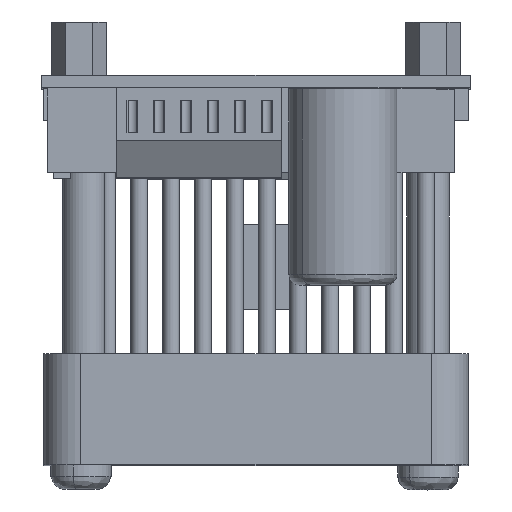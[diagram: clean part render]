
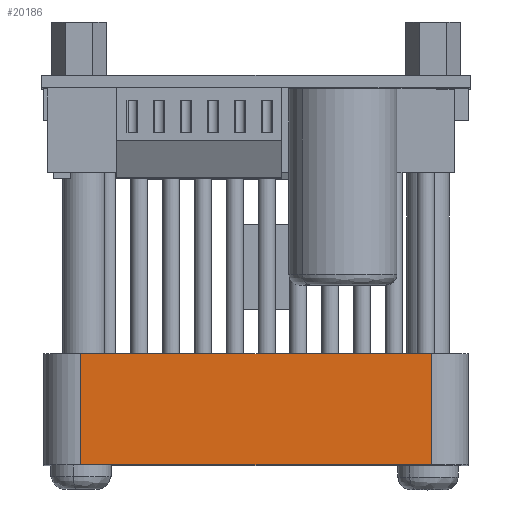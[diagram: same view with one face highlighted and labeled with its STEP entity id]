
A CAD part, top view. The second image highlights one B-rep face of the part: STEP entity #20186.
In plain terms, the highlighted planar face has unit normal (0, 0, 1).
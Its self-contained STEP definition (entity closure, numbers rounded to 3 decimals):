
#299 = CARTESIAN_POINT ( 'NONE',  ( -15.867, -32.516, 10.485 ) ) ;
#2702 = PLANE ( 'NONE',  #23767 ) ;
#2925 = DIRECTION ( 'NONE',  ( 1., 0., 0. ) ) ;
#3048 = CARTESIAN_POINT ( 'NONE',  ( 17.133, -22.016, 10.485 ) ) ;
#3467 = DIRECTION ( 'NONE',  ( -1., 0., 0. ) ) ;
#3576 = CARTESIAN_POINT ( 'NONE',  ( 0.633, -32.516, 10.485 ) ) ;
#5797 = DIRECTION ( 'NONE',  ( 0., 1., 0. ) ) ;
#5966 = VECTOR ( 'NONE', #29658, 1000. ) ;
#6249 = ORIENTED_EDGE ( 'NONE', *, *, #16443, .T. ) ;
#7686 = LINE ( 'NONE', #28792, #28848 ) ;
#8301 = DIRECTION ( 'NONE',  ( 0., 0., 1. ) ) ;
#9567 = CARTESIAN_POINT ( 'NONE',  ( -15.867, -22.016, 10.485 ) ) ;
#10611 = ORIENTED_EDGE ( 'NONE', *, *, #22559, .F. ) ;
#10692 = CARTESIAN_POINT ( 'NONE',  ( -15.867, -32.516, 10.485 ) ) ;
#12020 = ORIENTED_EDGE ( 'NONE', *, *, #14867, .F. ) ;
#13057 = ORIENTED_EDGE ( 'NONE', *, *, #33314, .T. ) ;
#13456 = VECTOR ( 'NONE', #5797, 1000. ) ;
#14867 = EDGE_CURVE ( 'NONE', #28663, #24966, #18366, .T. ) ;
#16443 = EDGE_CURVE ( 'NONE', #20185, #24966, #7686, .T. ) ;
#16805 = CARTESIAN_POINT ( 'NONE',  ( 17.133, -32.516, 10.485 ) ) ;
#17772 = LINE ( 'NONE', #16805, #5966 ) ;
#18366 = LINE ( 'NONE', #10692, #13456 ) ;
#19036 = VERTEX_POINT ( 'NONE', #26310 ) ;
#20185 = VERTEX_POINT ( 'NONE', #3048 ) ;
#20186 = ADVANCED_FACE ( 'NONE', ( #26826 ), #2702, .T. ) ;
#20460 = EDGE_LOOP ( 'NONE', ( #6249, #12020, #10611, #13057 ) ) ;
#21496 = DIRECTION ( 'NONE',  ( -1., 0., 0. ) ) ;
#22559 = EDGE_CURVE ( 'NONE', #19036, #28663, #31326, .T. ) ;
#23767 = AXIS2_PLACEMENT_3D ( 'NONE', #299, #8301, #2925 ) ;
#24017 = CARTESIAN_POINT ( 'NONE',  ( -15.867, -32.516, 10.485 ) ) ;
#24966 = VERTEX_POINT ( 'NONE', #9567 ) ;
#26310 = CARTESIAN_POINT ( 'NONE',  ( 17.133, -32.516, 10.485 ) ) ;
#26826 = FACE_OUTER_BOUND ( 'NONE', #20460, .T. ) ;
#28663 = VERTEX_POINT ( 'NONE', #24017 ) ;
#28792 = CARTESIAN_POINT ( 'NONE',  ( 0.633, -22.016, 10.485 ) ) ;
#28848 = VECTOR ( 'NONE', #21496, 1000. ) ;
#29658 = DIRECTION ( 'NONE',  ( 0., 1., 0. ) ) ;
#30092 = VECTOR ( 'NONE', #3467, 1000. ) ;
#31326 = LINE ( 'NONE', #3576, #30092 ) ;
#33314 = EDGE_CURVE ( 'NONE', #19036, #20185, #17772, .T. ) ;
